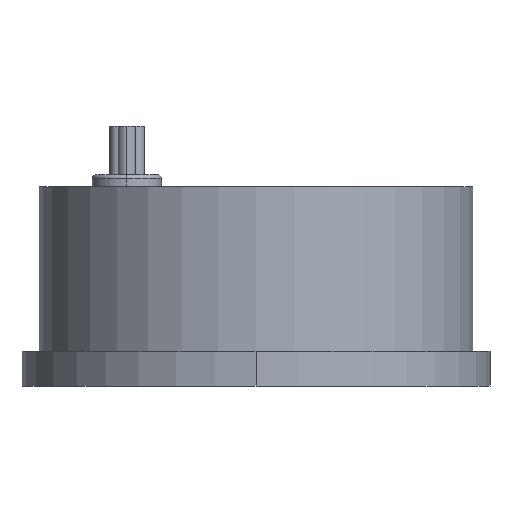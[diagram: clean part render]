
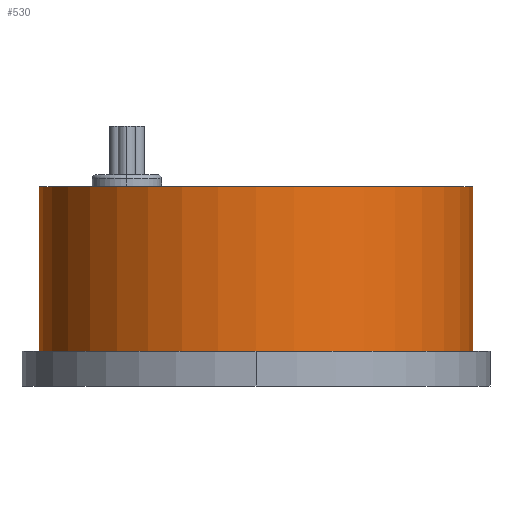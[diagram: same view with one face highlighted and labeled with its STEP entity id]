
A CAD part, front view. The second image highlights one B-rep face of the part: STEP entity #530.
In plain terms, the highlighted cylindrical face has radius 12.5 mm (diameter 25 mm), a partial arc.
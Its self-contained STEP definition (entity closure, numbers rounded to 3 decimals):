
#530=ADVANCED_FACE('',(#758),#2200,.T.);
#758=FACE_OUTER_BOUND('',#1005,.F.);
#1005=EDGE_LOOP('',(#2003,#2004,#2005,#2006));
#2003=ORIENTED_EDGE('',*,*,#3423,.T.);
#2004=ORIENTED_EDGE('',*,*,#3452,.F.);
#2005=ORIENTED_EDGE('',*,*,#3450,.T.);
#2006=ORIENTED_EDGE('',*,*,#3453,.T.);
#2200=CYLINDRICAL_SURFACE('',#4871,12.5);
#2656=LINE('',#7348,#2949);
#2657=LINE('',#7349,#2950);
#2949=VECTOR('',#6118,9.5);
#2950=VECTOR('',#6119,9.5);
#3423=EDGE_CURVE('',#4062,#4063,#3687,.T.);
#3450=EDGE_CURVE('',#4043,#4042,#3706,.T.);
#3452=EDGE_CURVE('',#4043,#4063,#2656,.T.);
#3453=EDGE_CURVE('',#4042,#4062,#2657,.T.);
#3687=CIRCLE('',#4833,12.5);
#3706=CIRCLE('',#4852,12.5);
#4042=VERTEX_POINT('',#7292);
#4043=VERTEX_POINT('',#7293);
#4062=VERTEX_POINT('',#7312);
#4063=VERTEX_POINT('',#7313);
#4833=AXIS2_PLACEMENT_3D('',#7319,#6068,#6069);
#4852=AXIS2_PLACEMENT_3D('',#7346,#6114,#6115);
#4871=AXIS2_PLACEMENT_3D('',#7369,#6156,#6157);
#6068=DIRECTION('',(0.,0.,1.));
#6069=DIRECTION('',(-1.,0.,0.));
#6114=DIRECTION('',(0.,0.,-1.));
#6115=DIRECTION('',(1.,0.,0.));
#6118=DIRECTION('',(0.,0.,1.));
#6119=DIRECTION('',(0.,0.,1.));
#6156=DIRECTION('',(0.,0.,1.));
#6157=DIRECTION('',(-1.,0.,0.));
#7292=CARTESIAN_POINT('',(-12.5,0.,2.));
#7293=CARTESIAN_POINT('',(12.5,0.,2.));
#7312=CARTESIAN_POINT('',(-12.5,0.,11.5));
#7313=CARTESIAN_POINT('',(12.5,0.,11.5));
#7319=CARTESIAN_POINT('',(0.,0.,11.5));
#7346=CARTESIAN_POINT('',(0.,0.,2.));
#7348=CARTESIAN_POINT('',(12.5,0.,2.));
#7349=CARTESIAN_POINT('',(-12.5,0.,2.));
#7369=CARTESIAN_POINT('',(0.,0.,2.));
